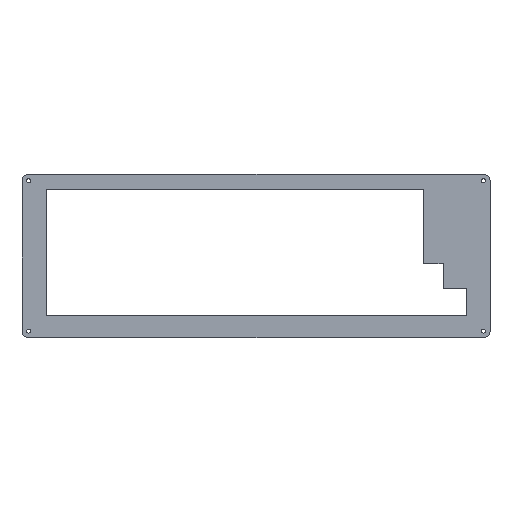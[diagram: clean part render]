
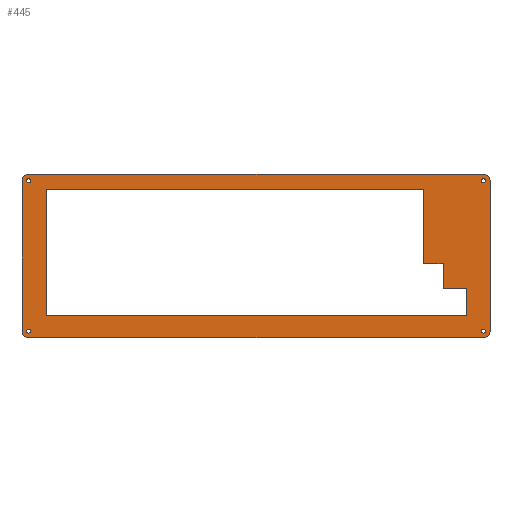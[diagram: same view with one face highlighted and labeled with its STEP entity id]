
A CAD part, top view. The second image highlights one B-rep face of the part: STEP entity #445.
In plain terms, the highlighted planar face has unit normal (0, 0, 1).
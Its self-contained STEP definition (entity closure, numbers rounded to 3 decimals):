
#15=FACE_BOUND('',#82,.T.);
#16=FACE_BOUND('',#83,.T.);
#17=FACE_BOUND('',#84,.T.);
#18=FACE_BOUND('',#85,.T.);
#19=FACE_BOUND('',#86,.T.);
#37=PLANE('',#497);
#59=FACE_OUTER_BOUND('',#81,.T.);
#81=EDGE_LOOP('',(#377,#378,#379,#380,#381,#382,#383,#384));
#82=EDGE_LOOP('',(#385));
#83=EDGE_LOOP('',(#386));
#84=EDGE_LOOP('',(#387));
#85=EDGE_LOOP('',(#388));
#86=EDGE_LOOP('',(#389,#390,#391,#392,#393,#394,#395,#396));
#99=LINE('',#653,#143);
#102=LINE('',#659,#146);
#105=LINE('',#665,#149);
#108=LINE('',#671,#152);
#111=LINE('',#677,#155);
#114=LINE('',#683,#158);
#117=LINE('',#689,#161);
#120=LINE('',#693,#164);
#123=LINE('',#701,#167);
#127=LINE('',#713,#171);
#131=LINE('',#725,#175);
#135=LINE('',#737,#179);
#143=VECTOR('',#533,10.);
#146=VECTOR('',#538,10.);
#149=VECTOR('',#543,10.);
#152=VECTOR('',#548,10.);
#155=VECTOR('',#553,10.);
#158=VECTOR('',#558,10.);
#161=VECTOR('',#563,10.);
#164=VECTOR('',#568,10.);
#167=VECTOR('',#573,10.);
#171=VECTOR('',#585,10.);
#175=VECTOR('',#597,10.);
#179=VECTOR('',#609,10.);
#182=CIRCLE('',#463,1.5);
#184=CIRCLE('',#466,1.5);
#186=CIRCLE('',#469,1.5);
#188=CIRCLE('',#472,1.5);
#190=CIRCLE('',#484,5.);
#192=CIRCLE('',#488,5.);
#194=CIRCLE('',#492,5.);
#196=CIRCLE('',#496,5.);
#198=VERTEX_POINT('',#625);
#200=VERTEX_POINT('',#631);
#202=VERTEX_POINT('',#637);
#204=VERTEX_POINT('',#643);
#207=VERTEX_POINT('',#650);
#208=VERTEX_POINT('',#652);
#210=VERTEX_POINT('',#658);
#212=VERTEX_POINT('',#664);
#214=VERTEX_POINT('',#670);
#216=VERTEX_POINT('',#676);
#218=VERTEX_POINT('',#682);
#220=VERTEX_POINT('',#688);
#223=VERTEX_POINT('',#698);
#224=VERTEX_POINT('',#700);
#226=VERTEX_POINT('',#706);
#228=VERTEX_POINT('',#712);
#230=VERTEX_POINT('',#718);
#232=VERTEX_POINT('',#724);
#234=VERTEX_POINT('',#730);
#236=VERTEX_POINT('',#736);
#239=EDGE_CURVE('',#198,#198,#182,.T.);
#242=EDGE_CURVE('',#200,#200,#184,.T.);
#245=EDGE_CURVE('',#202,#202,#186,.T.);
#248=EDGE_CURVE('',#204,#204,#188,.T.);
#251=EDGE_CURVE('',#208,#207,#99,.T.);
#254=EDGE_CURVE('',#210,#208,#102,.T.);
#257=EDGE_CURVE('',#212,#210,#105,.T.);
#260=EDGE_CURVE('',#214,#212,#108,.T.);
#263=EDGE_CURVE('',#216,#214,#111,.T.);
#266=EDGE_CURVE('',#218,#216,#114,.T.);
#269=EDGE_CURVE('',#220,#218,#117,.T.);
#272=EDGE_CURVE('',#207,#220,#120,.T.);
#275=EDGE_CURVE('',#224,#223,#123,.T.);
#278=EDGE_CURVE('',#226,#224,#190,.T.);
#281=EDGE_CURVE('',#228,#226,#127,.T.);
#284=EDGE_CURVE('',#230,#228,#192,.T.);
#287=EDGE_CURVE('',#232,#230,#131,.T.);
#290=EDGE_CURVE('',#234,#232,#194,.T.);
#293=EDGE_CURVE('',#236,#234,#135,.T.);
#296=EDGE_CURVE('',#223,#236,#196,.T.);
#377=ORIENTED_EDGE('',*,*,#296,.T.);
#378=ORIENTED_EDGE('',*,*,#293,.T.);
#379=ORIENTED_EDGE('',*,*,#290,.T.);
#380=ORIENTED_EDGE('',*,*,#287,.T.);
#381=ORIENTED_EDGE('',*,*,#284,.T.);
#382=ORIENTED_EDGE('',*,*,#281,.T.);
#383=ORIENTED_EDGE('',*,*,#278,.T.);
#384=ORIENTED_EDGE('',*,*,#275,.T.);
#385=ORIENTED_EDGE('',*,*,#239,.T.);
#386=ORIENTED_EDGE('',*,*,#242,.T.);
#387=ORIENTED_EDGE('',*,*,#245,.T.);
#388=ORIENTED_EDGE('',*,*,#248,.T.);
#389=ORIENTED_EDGE('',*,*,#272,.T.);
#390=ORIENTED_EDGE('',*,*,#269,.T.);
#391=ORIENTED_EDGE('',*,*,#266,.T.);
#392=ORIENTED_EDGE('',*,*,#263,.T.);
#393=ORIENTED_EDGE('',*,*,#260,.T.);
#394=ORIENTED_EDGE('',*,*,#257,.T.);
#395=ORIENTED_EDGE('',*,*,#254,.T.);
#396=ORIENTED_EDGE('',*,*,#251,.T.);
#445=ADVANCED_FACE('',(#59,#15,#16,#17,#18,#19),#37,.T.);
#463=AXIS2_PLACEMENT_3D('',#627,#506,#507);
#466=AXIS2_PLACEMENT_3D('',#633,#513,#514);
#469=AXIS2_PLACEMENT_3D('',#639,#520,#521);
#472=AXIS2_PLACEMENT_3D('',#645,#527,#528);
#484=AXIS2_PLACEMENT_3D('',#707,#579,#580);
#488=AXIS2_PLACEMENT_3D('',#719,#591,#592);
#492=AXIS2_PLACEMENT_3D('',#731,#603,#604);
#496=AXIS2_PLACEMENT_3D('',#741,#615,#616);
#497=AXIS2_PLACEMENT_3D('',#742,#617,#618);
#506=DIRECTION('center_axis',(0.,0.,
-1.));
#507=DIRECTION('ref_axis',(-1.,0.,0.));
#513=DIRECTION('center_axis',(0.,0.,
-1.));
#514=DIRECTION('ref_axis',(-1.,0.,0.));
#520=DIRECTION('center_axis',(0.,0.,
-1.));
#521=DIRECTION('ref_axis',(-1.,0.,0.));
#527=DIRECTION('center_axis',(0.,0.,
-1.));
#528=DIRECTION('ref_axis',(-1.,0.,0.));
#533=DIRECTION('',(0.,-1.,0.));
#538=DIRECTION('',(1.,0.,0.));
#543=DIRECTION('',(0.,-1.,0.));
#548=DIRECTION('',(1.,0.,0.));
#553=DIRECTION('',(0.,1.,0.));
#558=DIRECTION('',(-1.,0.,0.));
#563=DIRECTION('',(0.,-1.,0.));
#568=DIRECTION('',(1.,0.,0.));
#573=DIRECTION('',(-1.,0.,0.));
#579=DIRECTION('center_axis',(0.,0.,
1.));
#580=DIRECTION('ref_axis',(1.,0.,0.));
#585=DIRECTION('',(0.,1.,0.));
#591=DIRECTION('center_axis',(0.,0.,
1.));
#592=DIRECTION('ref_axis',(0.,-1.,0.));
#597=DIRECTION('',(1.,0.,0.));
#603=DIRECTION('center_axis',(0.,0.,
1.));
#604=DIRECTION('ref_axis',(-1.,0.,0.));
#609=DIRECTION('',(0.,-1.,0.));
#615=DIRECTION('center_axis',(0.,0.,
1.));
#616=DIRECTION('ref_axis',(0.,1.,0.));
#617=DIRECTION('center_axis',(0.,0.,
1.));
#618=DIRECTION('ref_axis',(-1.,0.,0.));
#625=CARTESIAN_POINT('',(174.,-57.,22.));
#627=CARTESIAN_POINT('Origin',(172.5,-57.,22.));
#631=CARTESIAN_POINT('',(-171.,-57.,22.));
#633=CARTESIAN_POINT('Origin',(-172.5,-57.,22.));
#637=CARTESIAN_POINT('',(174.,57.,22.));
#639=CARTESIAN_POINT('Origin',(172.5,57.,22.));
#643=CARTESIAN_POINT('',(-171.,57.,22.));
#645=CARTESIAN_POINT('Origin',(-172.5,57.,22.));
#650=CARTESIAN_POINT('',(142.,-25.,22.));
#652=CARTESIAN_POINT('',(142.,-6.,22.));
#653=CARTESIAN_POINT('',(142.,-25.,22.));
#658=CARTESIAN_POINT('',(127.,-6.,22.));
#659=CARTESIAN_POINT('',(142.,-6.,22.));
#664=CARTESIAN_POINT('',(127.,50.5,22.));
#665=CARTESIAN_POINT('',(127.,-6.,22.));
#670=CARTESIAN_POINT('',(-159.,50.5,22.));
#671=CARTESIAN_POINT('',(-159.,50.5,22.));
#676=CARTESIAN_POINT('',(-159.,-45.,22.));
#677=CARTESIAN_POINT('',(-159.,-45.,22.));
#682=CARTESIAN_POINT('',(160.,-45.,22.));
#683=CARTESIAN_POINT('',(160.,-45.,22.));
#688=CARTESIAN_POINT('',(160.,-25.,22.));
#689=CARTESIAN_POINT('',(160.,50.5,22.));
#693=CARTESIAN_POINT('',(160.,-25.,22.));
#698=CARTESIAN_POINT('',(-172.5,62.,22.));
#700=CARTESIAN_POINT('',(172.5,62.,22.));
#701=CARTESIAN_POINT('',(-177.5,62.,22.));
#706=CARTESIAN_POINT('',(177.5,57.,22.));
#707=CARTESIAN_POINT('Origin',(172.5,57.,22.));
#712=CARTESIAN_POINT('',(177.5,-57.,22.));
#713=CARTESIAN_POINT('',(177.5,62.,22.));
#718=CARTESIAN_POINT('',(172.5,-62.,22.));
#719=CARTESIAN_POINT('Origin',(172.5,-57.,22.));
#724=CARTESIAN_POINT('',(-172.5,-62.,22.));
#725=CARTESIAN_POINT('',(177.5,-62.,22.));
#730=CARTESIAN_POINT('',(-177.5,-57.,22.));
#731=CARTESIAN_POINT('Origin',(-172.5,-57.,22.));
#736=CARTESIAN_POINT('',(-177.5,57.,22.));
#737=CARTESIAN_POINT('',(-177.5,-62.,22.));
#741=CARTESIAN_POINT('Origin',(-172.5,57.,22.));
#742=CARTESIAN_POINT('Origin',(0.,0.,
22.));
